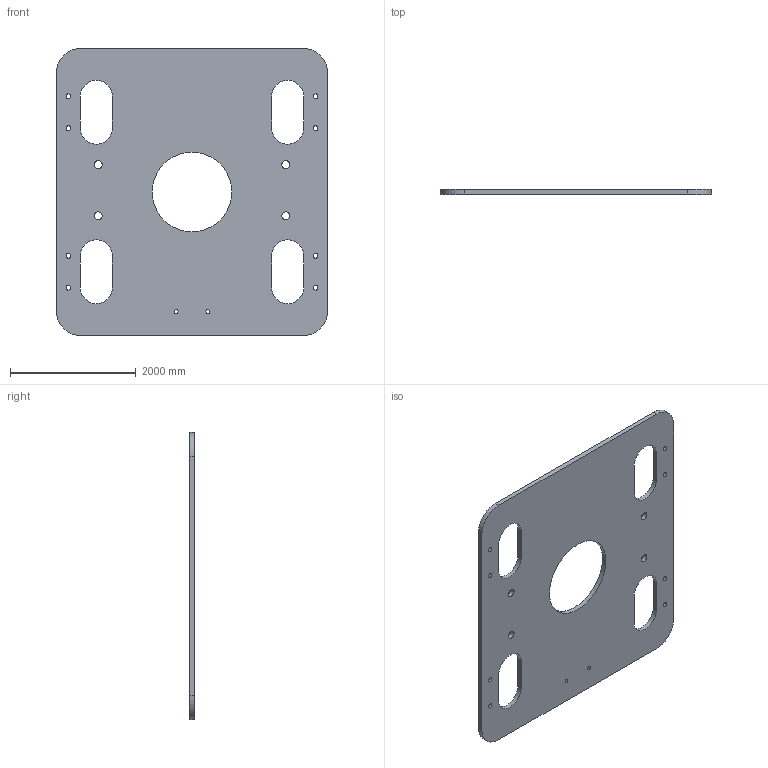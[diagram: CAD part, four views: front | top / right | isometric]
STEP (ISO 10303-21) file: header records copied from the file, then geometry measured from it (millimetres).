
FILE_DESCRIPTION((''),'2;1');
FILE_NAME('SPLITPLATE1A','2016-05-26T',('arun.sam'),(''),'PRO/ENGINEER BY PARAMETRIC TECHNOLOGY CORPORATION, 2009440','PRO/ENGINEER BY PARAMETRIC TECHNOLOGY CORPORATION, 2009440','');
FILE_SCHEMA(('CONFIG_CONTROL_DESIGN'));
Length unit declared in the file: inch
Products named in the file (1): SPLITPLATE1A
Bounding box: 4318 x 76.2 x 4572 mm (x, y, z)
Volume: 1250750193.7 mm3; surface area: 35531166.6 mm2
Topology: 1 solids, 1 shells, 56 faces, 179 edges, 142 vertices
Faces by surface type: cylinder 42, plane 14
Entity records: 2100 total; most frequent: DIRECTION 377, CARTESIAN_POINT 344, ORIENTED_EDGE 324, EDGE_CURVE 162, AXIS2_PLACEMENT_3D 141, VERTEX_POINT 108, VECTOR 95, LINE 95
